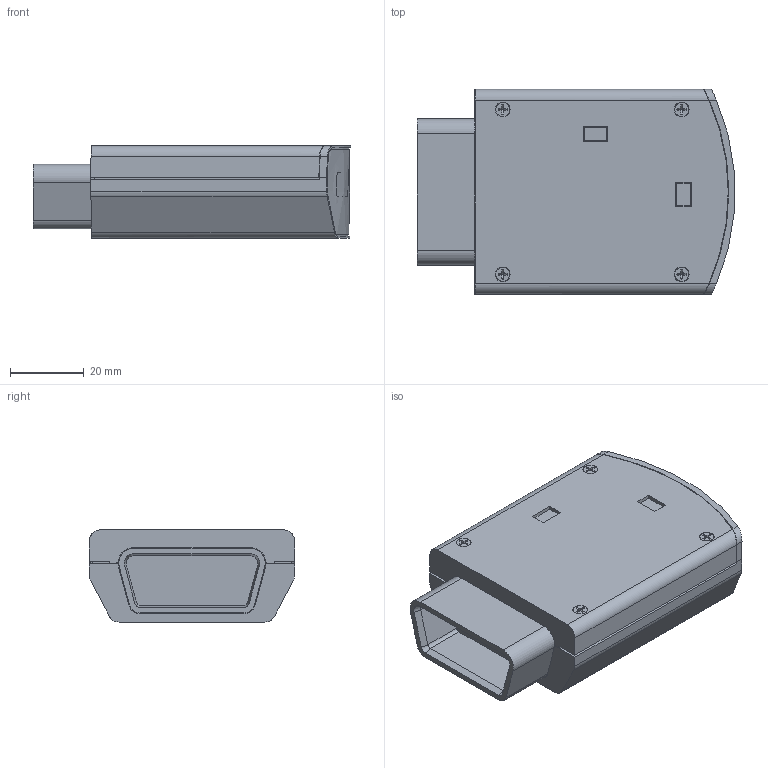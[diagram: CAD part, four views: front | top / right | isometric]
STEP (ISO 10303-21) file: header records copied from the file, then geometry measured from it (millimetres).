
FILE_DESCRIPTION((''),'2;1');
FILE_NAME('OBDII_ASSY_REVA_ASM','2013-01-30T',('Antonio'),(''),'PRO/ENGINEER BY PARAMETRIC TECHNOLOGY CORPORATION, 2010140','PRO/ENGINEER BY PARAMETRIC TECHNOLOGY CORPORATION, 2010140','');
FILE_SCHEMA(('CONFIG_CONTROL_DESIGN'));
Length unit declared in the file: millimetre
Products named in the file (11): OBDII_PCB; OBDII_LED; C-2-1445055-2-B-3D; OBDII_CONNECTOR; MICRO_USB; LED_RIGHTANGLE; OBDII_TOP_REVA; OBDII_BOT_REVA; M2_SCREW_91698A206; OBDII_LABEL_REVA; OBDII_ASSY_REVA_ASM
Assembly tree (14 placements, depth 2):
  OBDII_ASSY_REVA_ASM
    OBDII_PCB
    OBDII_LED
    C-2-1445055-2-B-3D
    OBDII_CONNECTOR
    MICRO_USB
    LED_RIGHTANGLE  x2
    OBDII_TOP_REVA
    OBDII_BOT_REVA
    M2_SCREW_91698A206  x4
    OBDII_LABEL_REVA
Bounding box: 85.97 x 55.8 x 25 mm (x, y, z)
Volume: 31645.9 mm3; surface area: 39881.6 mm2
Topology: 15 solids, 15 shells, 1318 faces, 3702 edges, 2418 vertices
Faces by surface type: plane 680, cylinder 421, cone 127, bspline 44, extrusion 28, torus 10, sphere 8
Entity records: 45751 total; most frequent: CARTESIAN_POINT 19268, ORIENTED_EDGE 5764, DIRECTION 5071, EDGE_CURVE 2882, VECTOR 1971, LINE 1943, VERTEX_POINT 1889, AXIS2_PLACEMENT_3D 1550
